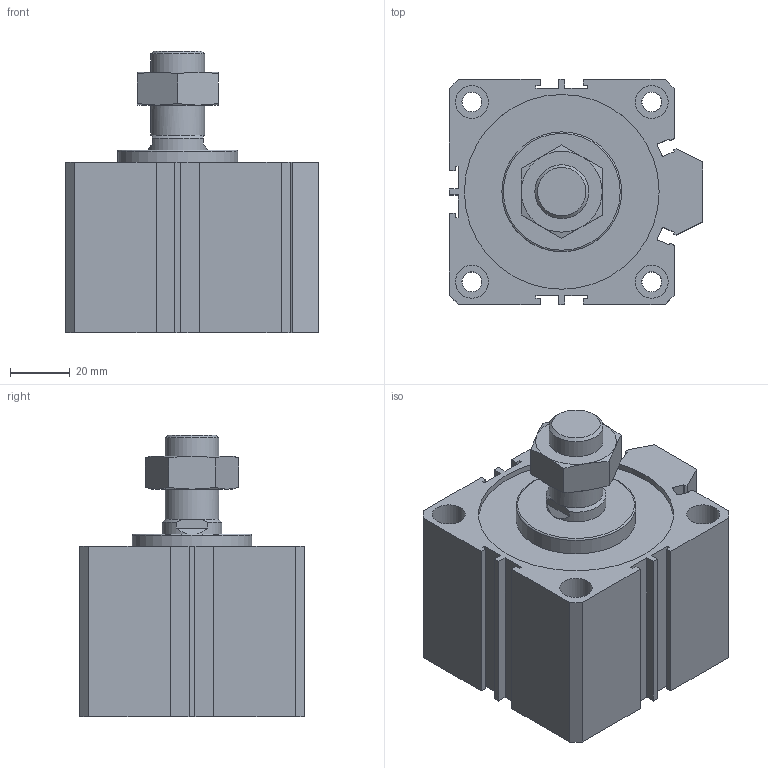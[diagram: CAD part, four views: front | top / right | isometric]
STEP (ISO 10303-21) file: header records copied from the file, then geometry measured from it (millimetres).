
FILE_DESCRIPTION(/* description */ ('STEP AP203'),/* implementation_level */ '2;1');
FILE_NAME(/* name */ 'SD63X15-S-M()(0)',/* time_stamp */ '2024-05-09T16:57:12+02:00',/* author */ ('License CC BY-ND 4.0'),/* organization */ ('CADENAS'),/* preprocessor_version */ 'ST-DEVELOPER v19.3',/* originating_system */ 'PARTsolutions',/* authorisation */ ' ');
FILE_SCHEMA (('CONFIG_CONTROL_DESIGN'));
Length unit declared in the file: millimetre
Products named in the file (3): SD63X15-S-M()(0); SD63X15-S-M()_body; SD63X15-S-M(rod0)
Assembly tree (2 placements, depth 2):
  SD63X15-S-M()(0)
    SD63X15-S-M()_body
    SD63X15-S-M(rod0)
Bounding box: 84.5 x 75 x 94 mm (x, y, z)
Volume: 273950.9 mm3; surface area: 69201.2 mm2
Topology: 2 solids, 2 shells, 161 faces, 376 edges, 245 vertices
Faces by surface type: plane 104, cylinder 39, cone 17, torus 1
Full cylindrical faces by diameter (mm): 6.5 x4, 6.647 x8, 11 x8, 18 x2, 20 x2, 40 x1, 63 x2, 65 x2
Entity records: 4503 total; most frequent: CARTESIAN_POINT 830, DIRECTION 742, ORIENTED_EDGE 680, EDGE_CURVE 340, AXIS2_PLACEMENT_3D 266, VERTEX_POINT 242, EDGE_LOOP 228, FACE_BOUND 228
